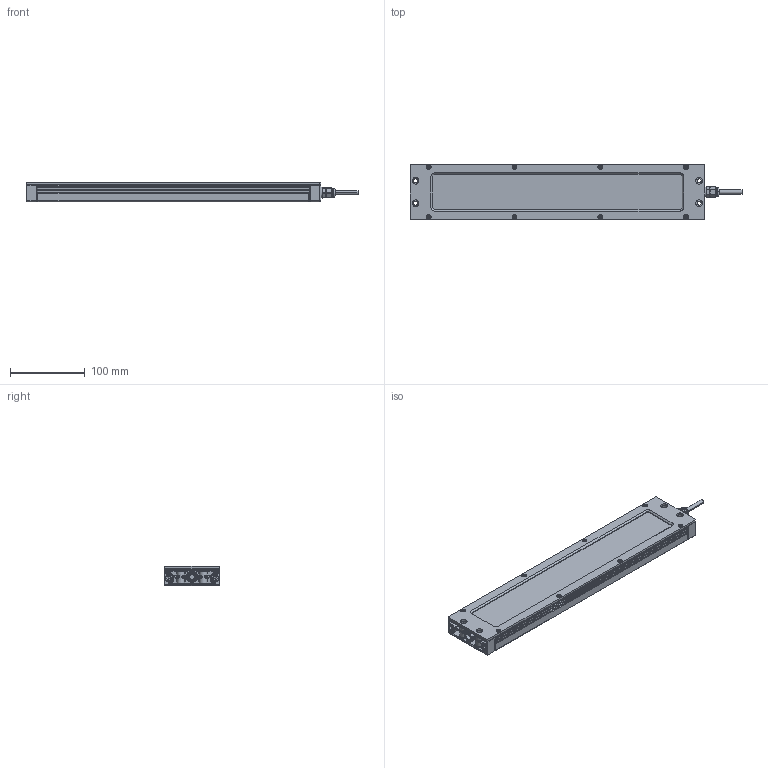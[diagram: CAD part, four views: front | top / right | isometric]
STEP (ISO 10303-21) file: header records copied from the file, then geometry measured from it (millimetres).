
FILE_DESCRIPTION((''),'2;1');
FILE_NAME('NLUP10DC SERIES.stp','2023-11-29T15:57:40',(''),(''),'Mechanical Desktop 2011','Mechanical Desktop 2011',', , ');
FILE_SCHEMA(('CONFIG_CONTROL_DESIGN'));
Length unit declared in the file: millimetre
Products named in the file (1): Product
Bounding box: 445 x 75 x 26 mm (x, y, z)
Volume: 663981.4 mm3; surface area: 155201.8 mm2
Topology: 20 solids, 20 shells, 1185 faces, 2894 edges, 1685 vertices
Faces by surface type: bspline 351, plane 339, cylinder 331, cone 128, torus 27, sphere 9
Full cylindrical faces by diameter (mm): 9.865 x7, 11.489 x7
Entity records: 46120 total; most frequent: CARTESIAN_POINT 19726, ORIENTED_EDGE 5596, DIRECTION 5383, EDGE_CURVE 2798, AXIS2_PLACEMENT_3D 1992, VERTEX_POINT 1685, VECTOR 1399, LINE 1399
